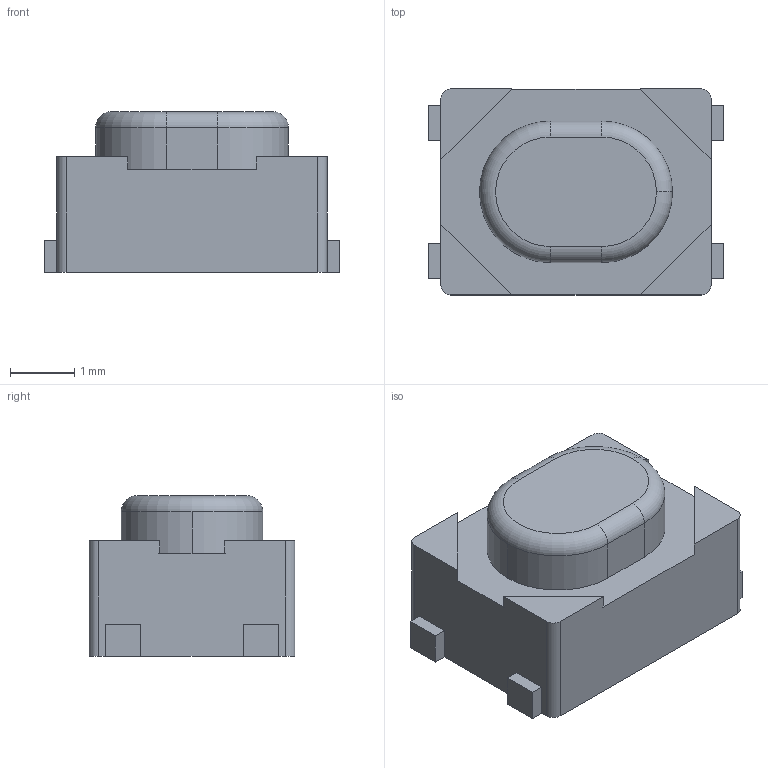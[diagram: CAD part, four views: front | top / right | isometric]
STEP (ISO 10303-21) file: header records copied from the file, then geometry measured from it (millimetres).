
FILE_DESCRIPTION (( 'STEP AP214' ), '1' );
FILE_NAME ('PTS810.STEP', '2019-02-16T18:38:51', ( '' ), ( '' ), 'SwSTEP 2.0', 'SolidWorks 2018', '' );
FILE_SCHEMA (( 'AUTOMOTIVE_DESIGN' ));
Length unit declared in the file: millimetre
Products named in the file (1): PTS810
Bounding box: 4.6 x 3.2 x 2.5 mm (x, y, z)
Volume: 27.1 mm3; surface area: 61.5 mm2
Topology: 1 solids, 1 shells, 45 faces, 122 edges, 80 vertices
Faces by surface type: plane 33, cylinder 9, torus 3
Entity records: 1837 total; most frequent: CARTESIAN_POINT 248, ORIENTED_EDGE 244, DIRECTION 237, EDGE_CURVE 122, LINE 99, VECTOR 99, VERTEX_POINT 80, AXIS2_PLACEMENT_3D 69
